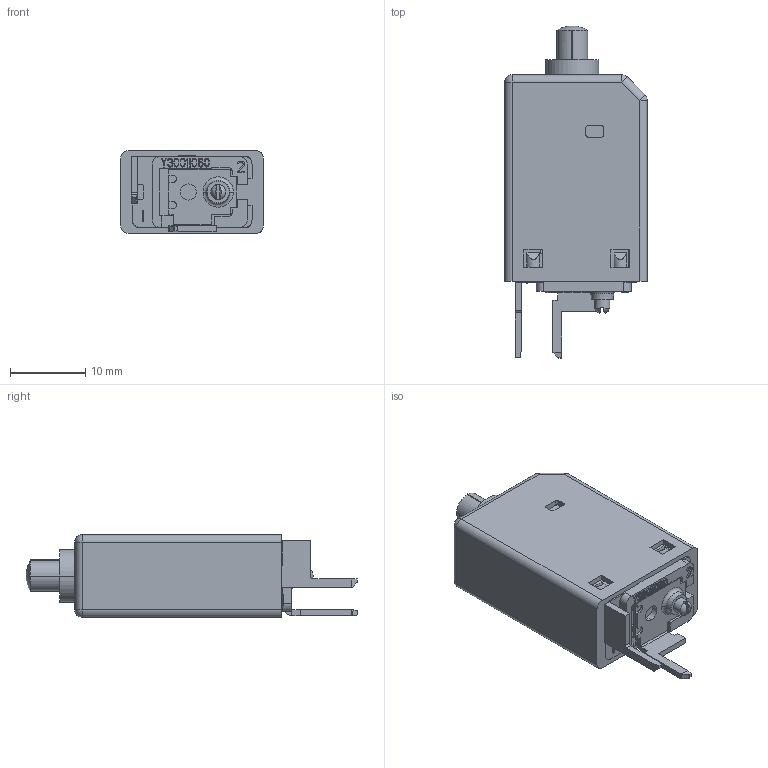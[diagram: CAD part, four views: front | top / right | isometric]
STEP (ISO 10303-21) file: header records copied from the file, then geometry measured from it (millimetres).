
FILE_DESCRIPTION((''),'2;1');
FILE_NAME('DUMMY_104_PR3_DIREKT','2024-02-26T13:40:30',('wschmidt'),(''),'CREO PARAMETRIC BY PTC INC, 2022484','CREO PARAMETRIC BY PTC INC, 2022484','');
FILE_SCHEMA(('AUTOMOTIVE_DESIGN { 1 0 10303 214 1 1 1 1 }'));
Length unit declared in the file: millimetre
Products named in the file (1): DUMMY_104_PR3_DIREKT
Bounding box: 19 x 44.2 x 11 mm (x, y, z)
Volume: 5852.1 mm3; surface area: 3296.7 mm2
Topology: 1 solids, 4 shells, 690 faces, 1919 edges, 1262 vertices
Faces by surface type: plane 576, cylinder 77, sphere 14, bspline 10, cone 7, torus 6
Entity records: 23101 total; most frequent: CARTESIAN_POINT 4745, ORIENTED_EDGE 3834, DIRECTION 3408, EDGE_CURVE 1917, VECTOR 1666, LINE 1666, VERTEX_POINT 1262, AXIS2_PLACEMENT_3D 871
